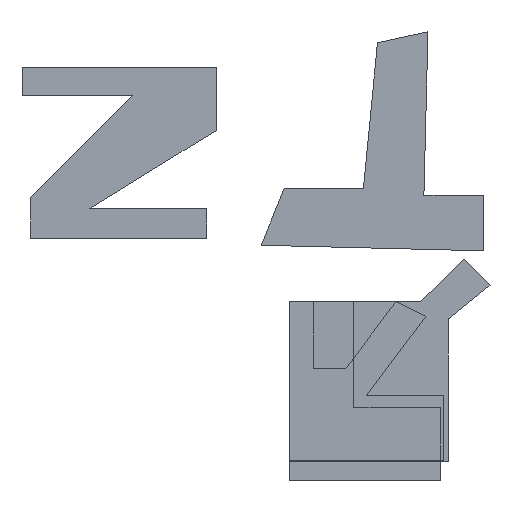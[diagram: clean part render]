
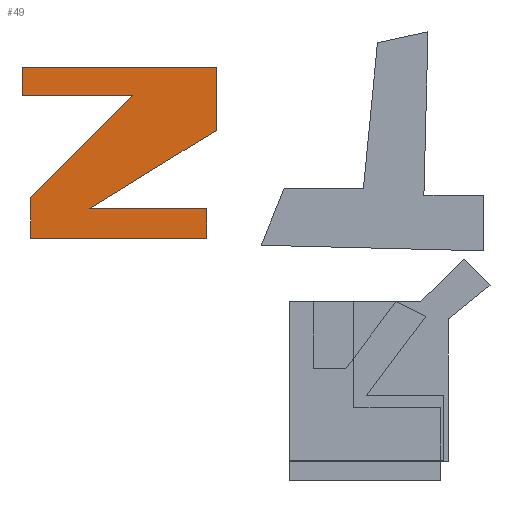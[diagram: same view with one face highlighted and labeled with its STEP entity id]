
A CAD part, front view. The second image highlights one B-rep face of the part: STEP entity #49.
In plain terms, the highlighted planar face has unit normal (0, -1, 0).
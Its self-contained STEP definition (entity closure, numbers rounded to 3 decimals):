
#6 = EDGE_CURVE ( 'NONE', #485, #89, #1783, .T. ) ;
#44 = CARTESIAN_POINT ( 'NONE',  ( -51.83, 0., 0. ) ) ;
#49 = ADVANCED_FACE ( 'N', ( #1336 ), #869, .F. ) ;
#69 = LINE ( 'NONE', #505, #1295 ) ;
#73 = DIRECTION ( 'NONE',  ( 1., 0., 0. ) ) ;
#89 = VERTEX_POINT ( 'NONE', #150 ) ;
#130 = DIRECTION ( 'NONE',  ( 0., 1., 0. ) ) ;
#143 = CARTESIAN_POINT ( 'NONE',  ( 0., 0., 8.638 ) ) ;
#150 = CARTESIAN_POINT ( 'NONE',  ( -54.334, 0., 41.94 ) ) ;
#177 = ORIENTED_EDGE ( 'NONE', *, *, #1297, .T. ) ;
#185 = ORIENTED_EDGE ( 'NONE', *, *, #1673, .T. ) ;
#255 = ORIENTED_EDGE ( 'NONE', *, *, #2524, .T. ) ;
#280 = ORIENTED_EDGE ( 'NONE', *, *, #364, .T. ) ;
#294 = LINE ( 'NONE', #2307, #1791 ) ;
#315 = DIRECTION ( 'NONE',  ( -1., 0., 0. ) ) ;
#320 = DIRECTION ( 'NONE',  ( 0., 0., 1. ) ) ;
#323 = CARTESIAN_POINT ( 'NONE',  ( 2.754, 0., 50.203 ) ) ;
#340 = CARTESIAN_POINT ( 'NONE',  ( 0., 0., 0. ) ) ;
#364 = EDGE_CURVE ( 'NONE', #420, #447, #1570, .T. ) ;
#365 = CARTESIAN_POINT ( 'NONE',  ( -54.334, 0., 50.203 ) ) ;
#389 = ORIENTED_EDGE ( 'NONE', *, *, #831, .T. ) ;
#394 = DIRECTION ( 'NONE',  ( -0.707, 0., -0.707 ) ) ;
#395 = DIRECTION ( 'NONE',  ( -1., 0., 0. ) ) ;
#402 = CARTESIAN_POINT ( 'NONE',  ( 0., 0., 0. ) ) ;
#415 = CARTESIAN_POINT ( 'NONE',  ( -54.334, 0., 41.94 ) ) ;
#420 = VERTEX_POINT ( 'NONE', #44 ) ;
#447 = VERTEX_POINT ( 'NONE', #402 ) ;
#453 = CARTESIAN_POINT ( 'NONE',  ( 0., 0., 0. ) ) ;
#485 = VERTEX_POINT ( 'NONE', #365 ) ;
#505 = CARTESIAN_POINT ( 'NONE',  ( 2.754, 0., 50.203 ) ) ;
#611 = VERTEX_POINT ( 'NONE', #1600 ) ;
#723 = VECTOR ( 'NONE', #2432, 1000. ) ;
#760 = LINE ( 'NONE', #866, #1702 ) ;
#784 = EDGE_CURVE ( 'NONE', #89, #1921, #2377, .T. ) ;
#791 = ORIENTED_EDGE ( 'NONE', *, *, #6, .T. ) ;
#831 = EDGE_CURVE ( 'NONE', #1693, #1659, #69, .T. ) ;
#866 = CARTESIAN_POINT ( 'NONE',  ( 0., 0., 8.638 ) ) ;
#869 = PLANE ( 'NONE',  #2143 ) ;
#876 = DIRECTION ( 'NONE',  ( 0., 0., 1. ) ) ;
#879 = CARTESIAN_POINT ( 'NONE',  ( -21.784, 0., 41.94 ) ) ;
#916 = LINE ( 'NONE', #1307, #1128 ) ;
#949 = EDGE_CURVE ( 'NONE', #1921, #611, #1044, .T. ) ;
#1044 = LINE ( 'NONE', #2454, #1382 ) ;
#1052 = CARTESIAN_POINT ( 'NONE',  ( -34.554, 0., 8.638 ) ) ;
#1128 = VECTOR ( 'NONE', #1553, 1000. ) ;
#1246 = CARTESIAN_POINT ( 'NONE',  ( -21.784, 0., 41.94 ) ) ;
#1295 = VECTOR ( 'NONE', #320, 1000. ) ;
#1297 = EDGE_CURVE ( 'NONE', #447, #1319, #760, .T. ) ;
#1307 = CARTESIAN_POINT ( 'NONE',  ( -51.83, 0., 0. ) ) ;
#1312 = ORIENTED_EDGE ( 'NONE', *, *, #1760, .T. ) ;
#1319 = VERTEX_POINT ( 'NONE', #143 ) ;
#1336 = FACE_OUTER_BOUND ( 'NONE', #1838, .T. ) ;
#1382 = VECTOR ( 'NONE', #394, 1000. ) ;
#1433 = ORIENTED_EDGE ( 'NONE', *, *, #784, .T. ) ;
#1457 = VECTOR ( 'NONE', #395, 1000. ) ;
#1475 = CARTESIAN_POINT ( 'NONE',  ( -54.334, 0., 50.203 ) ) ;
#1553 = DIRECTION ( 'NONE',  ( 0., 0., -1. ) ) ;
#1570 = LINE ( 'NONE', #453, #1672 ) ;
#1600 = CARTESIAN_POINT ( 'NONE',  ( -51.83, 0., 11.893 ) ) ;
#1618 = LINE ( 'NONE', #1052, #1457 ) ;
#1643 = EDGE_CURVE ( 'NONE', #1659, #485, #2019, .T. ) ;
#1659 = VERTEX_POINT ( 'NONE', #323 ) ;
#1672 = VECTOR ( 'NONE', #2362, 1000. ) ;
#1673 = EDGE_CURVE ( 'NONE', #2525, #1693, #294, .T. ) ;
#1693 = VERTEX_POINT ( 'NONE', #2339 ) ;
#1702 = VECTOR ( 'NONE', #876, 1000. ) ;
#1760 = EDGE_CURVE ( 'NONE', #611, #420, #916, .T. ) ;
#1783 = LINE ( 'NONE', #415, #723 ) ;
#1791 = VECTOR ( 'NONE', #2327, 1000. ) ;
#1838 = EDGE_LOOP ( 'NONE', ( #255, #185, #389, #2111, #791, #1433, #2560, #1312, #280, #177 ) ) ;
#1841 = CARTESIAN_POINT ( 'NONE',  ( -34.554, 0., 8.638 ) ) ;
#1855 = DIRECTION ( 'NONE',  ( 0., 0., 1. ) ) ;
#1921 = VERTEX_POINT ( 'NONE', #879 ) ;
#2019 = LINE ( 'NONE', #1475, #2581 ) ;
#2111 = ORIENTED_EDGE ( 'NONE', *, *, #1643, .T. ) ;
#2143 = AXIS2_PLACEMENT_3D ( 'NONE', #340, #130, #1855 ) ;
#2307 = CARTESIAN_POINT ( 'NONE',  ( 2.754, 0., 31.674 ) ) ;
#2327 = DIRECTION ( 'NONE',  ( 0.851, 0., 0.525 ) ) ;
#2339 = CARTESIAN_POINT ( 'NONE',  ( 2.754, 0., 31.674 ) ) ;
#2362 = DIRECTION ( 'NONE',  ( 1., 0., 0. ) ) ;
#2377 = LINE ( 'NONE', #1246, #2517 ) ;
#2432 = DIRECTION ( 'NONE',  ( 0., 0., -1. ) ) ;
#2454 = CARTESIAN_POINT ( 'NONE',  ( -51.83, 0., 11.893 ) ) ;
#2517 = VECTOR ( 'NONE', #73, 1000. ) ;
#2524 = EDGE_CURVE ( 'NONE', #1319, #2525, #1618, .T. ) ;
#2525 = VERTEX_POINT ( 'NONE', #1841 ) ;
#2560 = ORIENTED_EDGE ( 'NONE', *, *, #949, .T. ) ;
#2581 = VECTOR ( 'NONE', #315, 1000. ) ;
